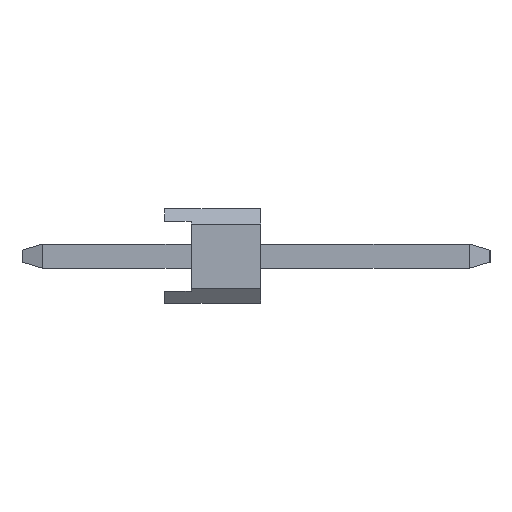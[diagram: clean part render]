
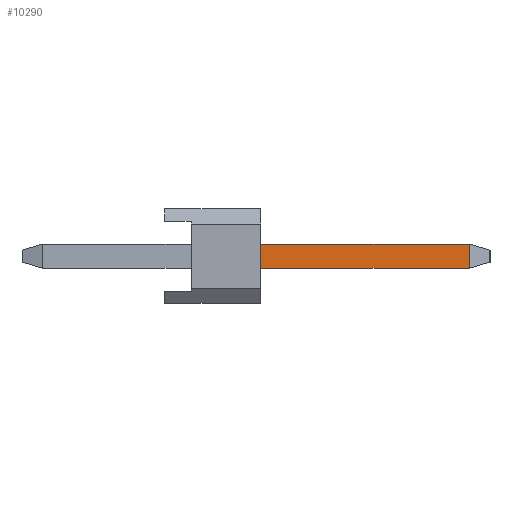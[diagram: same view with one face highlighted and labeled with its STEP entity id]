
A CAD part, left-side view. The second image highlights one B-rep face of the part: STEP entity #10290.
In plain terms, the highlighted planar face has unit normal (-1, 0, 0).
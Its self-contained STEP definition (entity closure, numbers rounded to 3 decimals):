
#4514=VERTEX_POINT('',#13155);
#6832=VERTEX_POINT('',#15698);
#7254=EDGE_CURVE('',#8562,#4514,#16156,.T.);
#8562=VERTEX_POINT('',#17585);
#10200=EDGE_CURVE('',#6832,#12544,#19386,.T.);
#10290=ADVANCED_FACE('',(#19483),#19484,.T.);
#10450=EDGE_CURVE('',#4514,#6832,#19660,.T.);
#10530=EDGE_CURVE('',#12544,#8562,#19750,.T.);
#12544=VERTEX_POINT('',#22019);
#13155=CARTESIAN_POINT('',(-34.61,-2.54,-0.32));
#15698=CARTESIAN_POINT('',(-34.61,-2.54,0.32));
#16156=LINE('',#27082,#27083);
#17585=CARTESIAN_POINT('',(-34.61,-8.074,-0.32));
#19386=LINE('',#31796,#31797);
#19483=FACE_OUTER_BOUND('',#31944,.T.);
#19484=PLANE('',#31945);
#19660=LINE('',#32210,#32211);
#19750=LINE('',#32340,#32341);
#22019=CARTESIAN_POINT('',(-34.61,-8.074,0.32));
#27082=CARTESIAN_POINT('',(-34.61,3.234,-0.32));
#27083=VECTOR('',#39229,1.0);
#31796=CARTESIAN_POINT('',(-34.61,-2.42,0.32));
#31797=VECTOR('',#42323,1.0);
#31944=EDGE_LOOP('',(#42406,#42407,#42408,#42409));
#31945=AXIS2_PLACEMENT_3D('',#42410,#42411,#42412);
#32210=CARTESIAN_POINT('',(-34.61,-2.54,0.252));
#32211=VECTOR('',#42587,1.0);
#32340=CARTESIAN_POINT('',(-34.61,-8.074,0.5));
#32341=VECTOR('',#42691,1.0);
#39229=DIRECTION('',(0.,1.0,0.));
#42323=DIRECTION('',(0.,-1.0,0.));
#42406=ORIENTED_EDGE('',*,*,#10450,.F.);
#42407=ORIENTED_EDGE('',*,*,#7254,.F.);
#42408=ORIENTED_EDGE('',*,*,#10530,.F.);
#42409=ORIENTED_EDGE('',*,*,#10200,.F.);
#42410=CARTESIAN_POINT('',(-34.61,3.234,0.5));
#42411=DIRECTION('',(-1.0,0.,0.));
#42412=DIRECTION('',(0.,1.0,0.));
#42587=DIRECTION('',(0.,0.,1.0));
#42691=DIRECTION('',(0.0,0.,-1.0));
